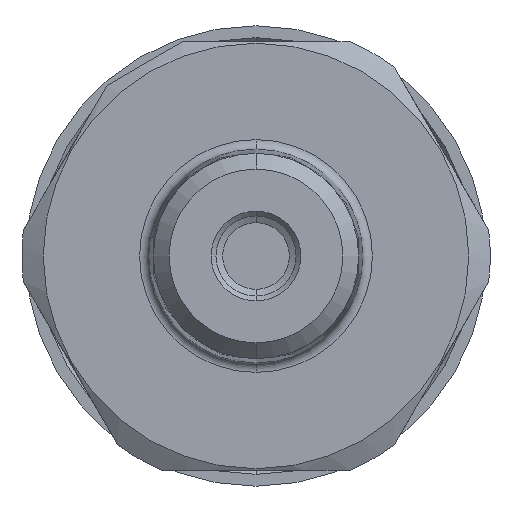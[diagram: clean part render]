
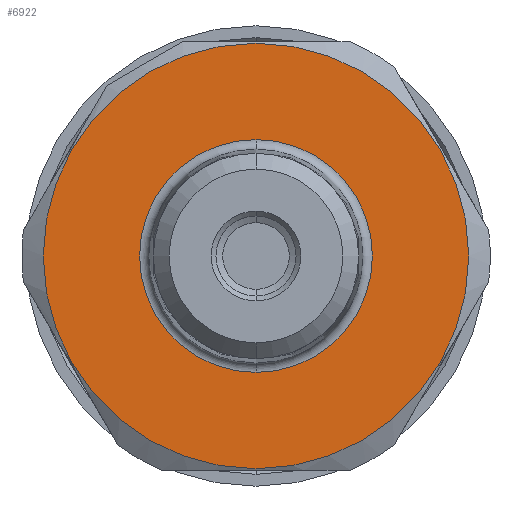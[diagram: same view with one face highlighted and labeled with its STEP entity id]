
A CAD part, front view. The second image highlights one B-rep face of the part: STEP entity #6922.
In plain terms, the highlighted face is planar.
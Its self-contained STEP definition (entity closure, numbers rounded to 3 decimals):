
#8 = EDGE_CURVE ( 'NONE', #620, #3293, #7376, .T. ) ;
#315 = AXIS2_PLACEMENT_3D ( 'NONE', #6728, #6695, #6606 ) ;
#506 = DIRECTION ( 'NONE',  ( 0., 0., 1. ) ) ;
#535 = DIRECTION ( 'NONE',  ( -1., 0., 0. ) ) ;
#543 = CARTESIAN_POINT ( 'NONE',  ( 33.5, 0., 0. ) ) ;
#620 = VERTEX_POINT ( 'NONE', #3737 ) ;
#1085 = FACE_BOUND ( 'NONE', #2357, .T. ) ;
#1180 = VERTEX_POINT ( 'NONE', #5526 ) ;
#1936 = CIRCLE ( 'NONE', #6691, 13.4 ) ;
#2357 = EDGE_LOOP ( 'NONE', ( #7782, #7207 ) ) ;
#2539 = CIRCLE ( 'NONE', #7042, 7.333 ) ;
#2621 = ORIENTED_EDGE ( 'NONE', *, *, #4423, .F. ) ;
#2795 = DIRECTION ( 'NONE',  ( 0., 0., 1. ) ) ;
#3263 = CARTESIAN_POINT ( 'NONE',  ( 33.5, 0., -13.4 ) ) ;
#3293 = VERTEX_POINT ( 'NONE', #6277 ) ;
#3466 = CARTESIAN_POINT ( 'NONE',  ( 33.5, 0., 0. ) ) ;
#3540 = EDGE_LOOP ( 'NONE', ( #2621, #4521 ) ) ;
#3737 = CARTESIAN_POINT ( 'NONE',  ( 33.5, 0., 7.333 ) ) ;
#4003 = EDGE_CURVE ( 'NONE', #3293, #620, #2539, .T. ) ;
#4423 = EDGE_CURVE ( 'NONE', #1180, #5080, #1936, .T. ) ;
#4521 = ORIENTED_EDGE ( 'NONE', *, *, #5694, .F. ) ;
#4616 = AXIS2_PLACEMENT_3D ( 'NONE', #3466, #6842, #2795 ) ;
#4632 = DIRECTION ( 'NONE',  ( 0., 0., 1. ) ) ;
#4639 = DIRECTION ( 'NONE',  ( -1., 0., 0. ) ) ;
#4660 = CARTESIAN_POINT ( 'NONE',  ( 33.5, 0., 0. ) ) ;
#4695 = CIRCLE ( 'NONE', #5026, 13.4 ) ;
#5026 = AXIS2_PLACEMENT_3D ( 'NONE', #543, #535, #506 ) ;
#5080 = VERTEX_POINT ( 'NONE', #3263 ) ;
#5108 = DIRECTION ( 'NONE',  ( 0., 0., 1. ) ) ;
#5115 = DIRECTION ( 'NONE',  ( -1., 0., 0. ) ) ;
#5121 = CARTESIAN_POINT ( 'NONE',  ( 33.5, 0., 0. ) ) ;
#5268 = FACE_OUTER_BOUND ( 'NONE', #3540, .T. ) ;
#5526 = CARTESIAN_POINT ( 'NONE',  ( 33.5, 0., 13.4 ) ) ;
#5694 = EDGE_CURVE ( 'NONE', #5080, #1180, #4695, .T. ) ;
#6277 = CARTESIAN_POINT ( 'NONE',  ( 33.5, 0., -7.333 ) ) ;
#6606 = DIRECTION ( 'NONE',  ( 0., 0., -1. ) ) ;
#6616 = PLANE ( 'NONE',  #315 ) ;
#6691 = AXIS2_PLACEMENT_3D ( 'NONE', #4660, #4639, #4632 ) ;
#6695 = DIRECTION ( 'NONE',  ( 1., 0., 0. ) ) ;
#6728 = CARTESIAN_POINT ( 'NONE',  ( 33.5, 0., 0. ) ) ;
#6842 = DIRECTION ( 'NONE',  ( -1., 0., 0. ) ) ;
#6922 = ADVANCED_FACE ( 'NONE', ( #1085, #5268 ), #6616, .T. ) ;
#7042 = AXIS2_PLACEMENT_3D ( 'NONE', #5121, #5115, #5108 ) ;
#7207 = ORIENTED_EDGE ( 'NONE', *, *, #4003, .T. ) ;
#7376 = CIRCLE ( 'NONE', #4616, 7.333 ) ;
#7782 = ORIENTED_EDGE ( 'NONE', *, *, #8, .T. ) ;
